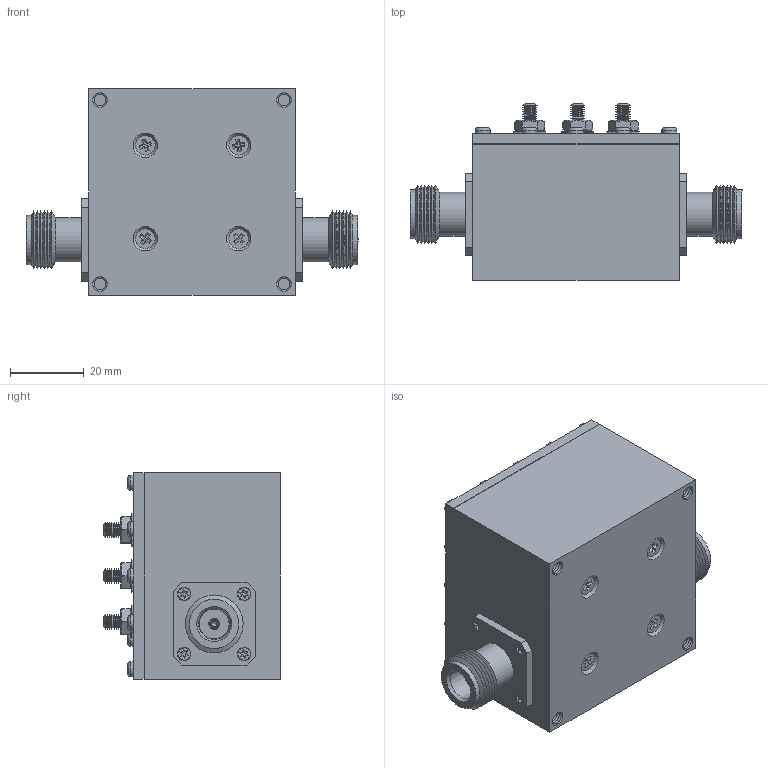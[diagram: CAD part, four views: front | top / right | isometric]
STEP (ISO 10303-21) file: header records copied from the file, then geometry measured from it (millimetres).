
FILE_DESCRIPTION (( 'STEP AP214' ), '1' );
FILE_NAME ('BPF900_3D.STEP', '2021-11-09T18:19:44', ( '' ), ( '' ), 'SwSTEP 2.0', 'SolidWorks 2021', '' );
FILE_SCHEMA (( 'AUTOMOTIVE_DESIGN' ));
Length unit declared in the file: inch
Products named in the file (5): BPF900_Body; BPF900_3D; BPF900_Nut-Screw-Washer_2; BPF900_N-FEMALE
Assembly tree (10 placements, depth 2):
  BPF900_3D
    BPF900_Body
    BPF900_Nut-Screw-Washer_2  x7
    BPF900_N-FEMALE
    BPF900_N-FEMALE
Bounding box: 90.32 x 48.08 x 56.08 mm (x, y, z)
Volume: 131279.1 mm3; surface area: 24206.1 mm2
Topology: 10 solids, 10 shells, 1433 faces, 3770 edges, 2434 vertices
Faces by surface type: plane 891, cylinder 264, cone 245, torus 33
Full cylindrical faces by diameter (mm): 1.8 x2, 2.98 x2, 3.175 x4, 4.064 x7, 4.119 x19, 4.367 x2, 11.989 x2, 13.437 x2
Entity records: 25299 total; most frequent: CARTESIAN_POINT 5144, ORIENTED_EDGE 3986, DIRECTION 3912, EDGE_CURVE 1993, VERTEX_POINT 1407, VECTOR 1322, LINE 1322, AXIS2_PLACEMENT_3D 1295
